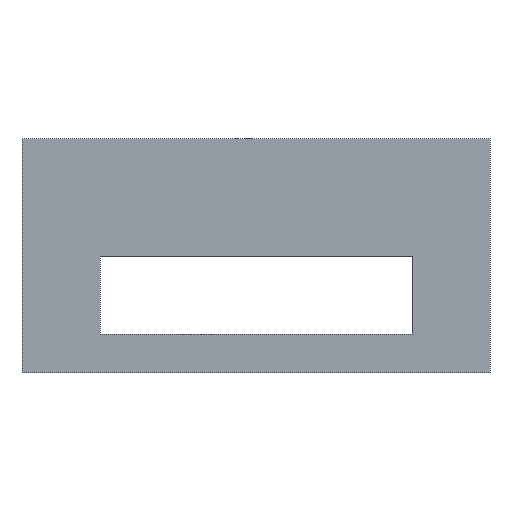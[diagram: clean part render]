
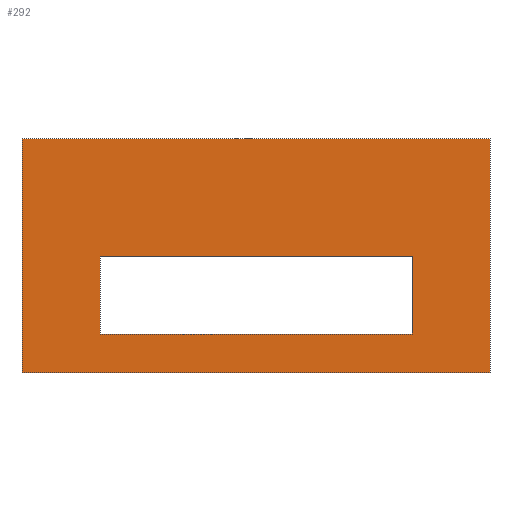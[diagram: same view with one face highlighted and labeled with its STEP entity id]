
A CAD part, front view. The second image highlights one B-rep face of the part: STEP entity #292.
In plain terms, the highlighted planar face has unit normal (0, -1, 0).
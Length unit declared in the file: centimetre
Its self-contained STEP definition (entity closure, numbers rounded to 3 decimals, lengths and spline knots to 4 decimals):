
#4 = CARTESIAN_POINT ( 'NONE',  ( 250., 0., -125. ) ) ;
#7 = VERTEX_POINT ( 'NONE', #4 ) ;
#14 = ORIENTED_EDGE ( 'NONE', *, *, #306, .F. ) ;
#15 = DIRECTION ( 'NONE',  ( 0., 0., -1. ) ) ;
#16 = LINE ( 'NONE', #271, #266 ) ;
#21 = ORIENTED_EDGE ( 'NONE', *, *, #276, .F. ) ;
#25 = LINE ( 'NONE', #218, #32 ) ;
#26 = VERTEX_POINT ( 'NONE', #164 ) ;
#32 = VECTOR ( 'NONE', #203, 100. ) ;
#36 = AXIS2_PLACEMENT_3D ( 'NONE', #166, #118, #15 ) ;
#43 = CARTESIAN_POINT ( 'NONE',  ( 50., 0., -75. ) ) ;
#52 = EDGE_CURVE ( 'NONE', #107, #26, #239, .T. ) ;
#61 = CARTESIAN_POINT ( 'NONE',  ( 0., 0., -150. ) ) ;
#72 = VECTOR ( 'NONE', #322, 100. ) ;
#73 = EDGE_CURVE ( 'NONE', #7, #83, #126, .T. ) ;
#76 = DIRECTION ( 'NONE',  ( 0., 0., -1. ) ) ;
#81 = EDGE_LOOP ( 'NONE', ( #14, #299, #305, #154 ) ) ;
#83 = VERTEX_POINT ( 'NONE', #103 ) ;
#89 = VERTEX_POINT ( 'NONE', #155 ) ;
#96 = ORIENTED_EDGE ( 'NONE', *, *, #231, .F. ) ;
#98 = VERTEX_POINT ( 'NONE', #312 ) ;
#103 = CARTESIAN_POINT ( 'NONE',  ( 250., 0., -75. ) ) ;
#107 = VERTEX_POINT ( 'NONE', #159 ) ;
#118 = DIRECTION ( 'NONE',  ( 0., -1., 0. ) ) ;
#126 = LINE ( 'NONE', #210, #277 ) ;
#133 = LINE ( 'NONE', #219, #72 ) ;
#137 = LINE ( 'NONE', #148, #176 ) ;
#146 = LINE ( 'NONE', #247, #281 ) ;
#148 = CARTESIAN_POINT ( 'NONE',  ( 50., 0., 0. ) ) ;
#154 = ORIENTED_EDGE ( 'NONE', *, *, #52, .F. ) ;
#155 = CARTESIAN_POINT ( 'NONE',  ( 0., 0., -150. ) ) ;
#159 = CARTESIAN_POINT ( 'NONE',  ( 300., 0., 0. ) ) ;
#160 = FACE_BOUND ( 'NONE', #307, .T. ) ;
#163 = CARTESIAN_POINT ( 'NONE',  ( 0., 0., 0. ) ) ;
#164 = CARTESIAN_POINT ( 'NONE',  ( 300., 0., -150. ) ) ;
#166 = CARTESIAN_POINT ( 'NONE',  ( 0., 0., 0. ) ) ;
#167 = CARTESIAN_POINT ( 'NONE',  ( 300., 0., -150. ) ) ;
#176 = VECTOR ( 'NONE', #76, 100. ) ;
#179 = LINE ( 'NONE', #61, #189 ) ;
#183 = EDGE_CURVE ( 'NONE', #26, #89, #179, .T. ) ;
#189 = VECTOR ( 'NONE', #238, 100. ) ;
#196 = DIRECTION ( 'NONE',  ( -1., 0., 0. ) ) ;
#202 = DIRECTION ( 'NONE',  ( 0., 0., -1. ) ) ;
#203 = DIRECTION ( 'NONE',  ( 1., 0., 0. ) ) ;
#207 = FACE_OUTER_BOUND ( 'NONE', #81, .T. ) ;
#210 = CARTESIAN_POINT ( 'NONE',  ( 250., 0., 0. ) ) ;
#211 = DIRECTION ( 'NONE',  ( 0., 0., 1. ) ) ;
#214 = EDGE_CURVE ( 'NONE', #89, #283, #146, .T. ) ;
#218 = CARTESIAN_POINT ( 'NONE',  ( 300., 0., 0. ) ) ;
#219 = CARTESIAN_POINT ( 'NONE',  ( 0., 0., -125. ) ) ;
#231 = EDGE_CURVE ( 'NONE', #285, #98, #137, .T. ) ;
#238 = DIRECTION ( 'NONE',  ( -1., 0., 0. ) ) ;
#239 = LINE ( 'NONE', #167, #330 ) ;
#242 = DIRECTION ( 'NONE',  ( 0., 0., 1. ) ) ;
#247 = CARTESIAN_POINT ( 'NONE',  ( 0., 0., 0. ) ) ;
#265 = PLANE ( 'NONE',  #36 ) ;
#266 = VECTOR ( 'NONE', #196, 100. ) ;
#271 = CARTESIAN_POINT ( 'NONE',  ( 0., 0., -75. ) ) ;
#276 = EDGE_CURVE ( 'NONE', #83, #285, #16, .T. ) ;
#277 = VECTOR ( 'NONE', #211, 100. ) ;
#281 = VECTOR ( 'NONE', #242, 100. ) ;
#283 = VERTEX_POINT ( 'NONE', #163 ) ;
#285 = VERTEX_POINT ( 'NONE', #43 ) ;
#292 = ADVANCED_FACE ( 'NONE', ( #160, #207 ), #265, .T. ) ;
#299 = ORIENTED_EDGE ( 'NONE', *, *, #214, .F. ) ;
#305 = ORIENTED_EDGE ( 'NONE', *, *, #183, .F. ) ;
#306 = EDGE_CURVE ( 'NONE', #283, #107, #25, .T. ) ;
#307 = EDGE_LOOP ( 'NONE', ( #328, #333, #96, #21 ) ) ;
#312 = CARTESIAN_POINT ( 'NONE',  ( 50., 0., -125. ) ) ;
#322 = DIRECTION ( 'NONE',  ( 1., 0., 0. ) ) ;
#328 = ORIENTED_EDGE ( 'NONE', *, *, #73, .F. ) ;
#329 = EDGE_CURVE ( 'NONE', #98, #7, #133, .T. ) ;
#330 = VECTOR ( 'NONE', #202, 100. ) ;
#333 = ORIENTED_EDGE ( 'NONE', *, *, #329, .F. ) ;
